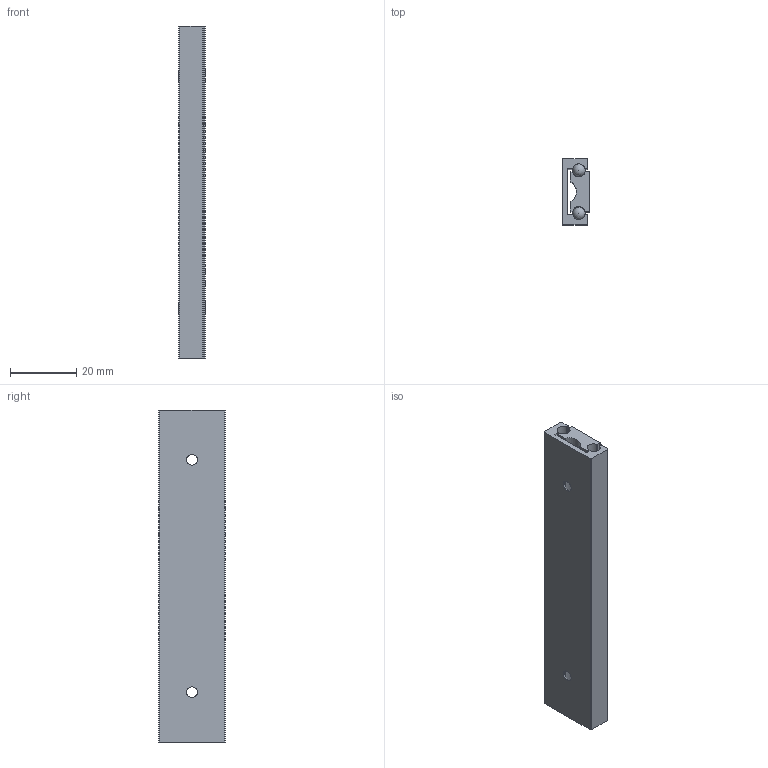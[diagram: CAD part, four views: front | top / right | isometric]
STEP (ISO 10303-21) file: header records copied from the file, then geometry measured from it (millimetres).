
FILE_DESCRIPTION(/* description */ ('STEP AP203'),/* implementation_level */ '2;1');
FILE_NAME(/* name */ 'SAR210',/* time_stamp */ '2025-08-04T20:55:36+02:00',/* author */ ('License CC BY-ND 4.0'),/* organization */ ('CADENAS'),/* preprocessor_version */ 'ST-DEVELOPER v19.3',/* originating_system */ 'PARTsolutions',/* authorisation */ ' ');
FILE_SCHEMA (('CONFIG_CONTROL_DESIGN'));
Length unit declared in the file: millimetre
Products named in the file (3): SAR210; SAR2-10_r; SAR2-10_b
Assembly tree (2 placements, depth 2):
  SAR210
    SAR2-10_r
    SAR2-10_b
Bounding box: 8 x 20 x 100 mm (x, y, z)
Volume: 11059.3 mm3; surface area: 11713.3 mm2
Topology: 2 solids, 2 shells, 90 faces, 301 edges, 200 vertices
Faces by surface type: cylinder 47, plane 21, sphere 14, cone 8
Full cylindrical faces by diameter (mm): 3.242 x2, 6.5 x1
Entity records: 3329 total; most frequent: CARTESIAN_POINT 991, ORIENTED_EDGE 498, DIRECTION 434, EDGE_CURVE 249, VERTEX_POINT 169, AXIS2_PLACEMENT_3D 162, LINE 110, VECTOR 110
